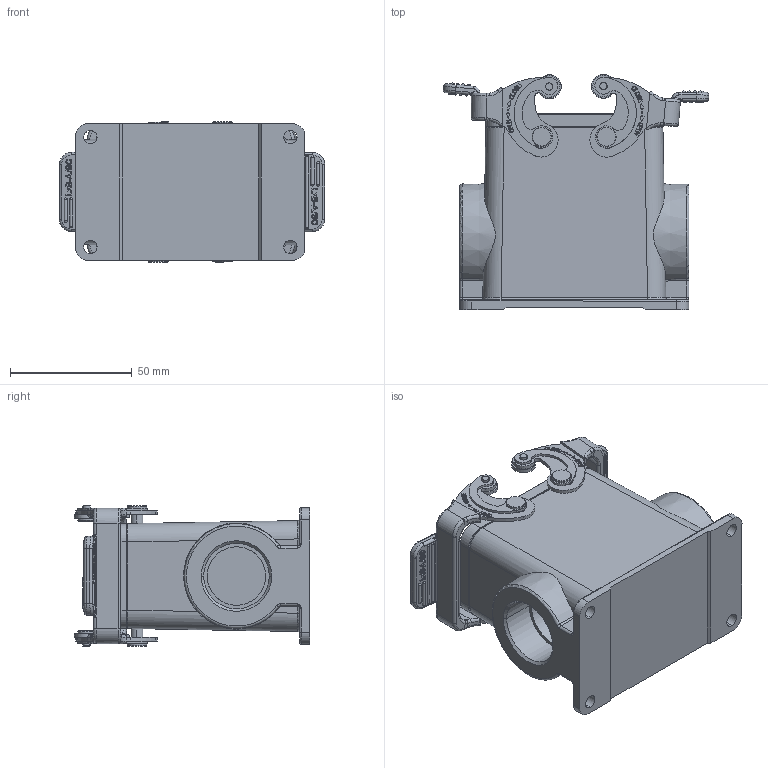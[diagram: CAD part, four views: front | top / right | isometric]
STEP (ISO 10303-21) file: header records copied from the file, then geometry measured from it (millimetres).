
FILE_DESCRIPTION((''),'2;1');
FILE_NAME('H10B-SFH-2L_SC-M25','2017-09-27T',('dm.li'),(''),'PRO/ENGINEER BY PARAMETRIC TECHNOLOGY CORPORATION, 2012480','PRO/ENGINEER BY PARAMETRIC TECHNOLOGY CORPORATION, 2012480','');
FILE_SCHEMA(('AUTOMOTIVE_DESIGN { 1 0 10303 214 1 1 1 1 }'));
Products named in the file (1): H10B-SFH-2L_SC-M25
Bounding box: 108.78 x 96.51 x 57.45 mm (x, y, z)
Volume: 149643.4 mm3; surface area: 61149.7 mm2
Topology: 1 solids, 7 shells, 1445 faces, 3898 edges, 2602 vertices
Faces by surface type: plane 661, cylinder 366, extrusion 160, bspline 94, torus 78, cone 54, sphere 32
Entity records: 60601 total; most frequent: CARTESIAN_POINT 16138, ORIENTED_EDGE 7760, DIRECTION 6912, EDGE_CURVE 3888, VERTEX_POINT 2602, AXIS2_PLACEMENT_3D 2359, VECTOR 2194, LINE 2034
